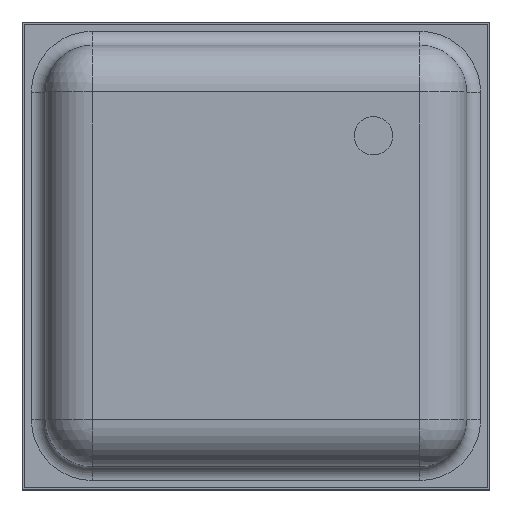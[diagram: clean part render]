
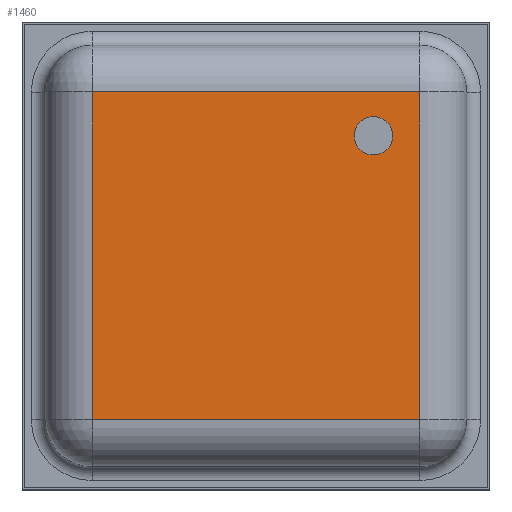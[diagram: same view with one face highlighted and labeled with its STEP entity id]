
A CAD part, top view. The second image highlights one B-rep face of the part: STEP entity #1460.
In plain terms, the highlighted planar face has unit normal (0, 0, 1).
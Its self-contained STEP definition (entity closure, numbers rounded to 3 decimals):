
#195 = ORIENTED_EDGE ( 'NONE', *, *, #1497, .F. ) ;
#490 = VERTEX_POINT ( 'NONE', #3249 ) ;
#677 = DIRECTION ( 'NONE',  ( -1., 0., 0. ) ) ;
#691 = CARTESIAN_POINT ( 'NONE',  ( 0.7, -0.7, 0.75 ) ) ;
#793 = ORIENTED_EDGE ( 'NONE', *, *, #3583, .T. ) ;
#862 = EDGE_LOOP ( 'NONE', ( #5613, #195 ) ) ;
#881 = DIRECTION ( 'NONE',  ( 0., 1., 0. ) ) ;
#993 = VERTEX_POINT ( 'NONE', #4549 ) ;
#1123 = CARTESIAN_POINT ( 'NONE',  ( 0.502, 0.513, 0.75 ) ) ;
#1188 = VECTOR ( 'NONE', #4208, 1000. ) ;
#1242 = AXIS2_PLACEMENT_3D ( 'NONE', #1123, #3761, #4669 ) ;
#1408 = LINE ( 'NONE', #4885, #3497 ) ;
#1414 = CIRCLE ( 'NONE', #2662, 0.082 ) ;
#1460 = ADVANCED_FACE ( 'NONE', ( #6508, #5625 ), #2143, .F. ) ;
#1497 = EDGE_CURVE ( 'NONE', #5994, #490, #1414, .T. ) ;
#1621 = AXIS2_PLACEMENT_3D ( 'NONE', #4193, #2719, #677 ) ;
#2025 = VERTEX_POINT ( 'NONE', #3368 ) ;
#2143 = PLANE ( 'NONE',  #1621 ) ;
#2213 = DIRECTION ( 'NONE',  ( 0., 0., 1. ) ) ;
#2297 = VERTEX_POINT ( 'NONE', #3163 ) ;
#2326 = CIRCLE ( 'NONE', #1242, 0.082 ) ;
#2395 = EDGE_CURVE ( 'NONE', #5824, #2297, #6621, .T. ) ;
#2402 = ORIENTED_EDGE ( 'NONE', *, *, #5309, .T. ) ;
#2641 = EDGE_CURVE ( 'NONE', #2025, #5824, #4019, .T. ) ;
#2662 = AXIS2_PLACEMENT_3D ( 'NONE', #6225, #2213, #6204 ) ;
#2673 = VECTOR ( 'NONE', #3097, 1000. ) ;
#2719 = DIRECTION ( 'NONE',  ( 0., 0., -1. ) ) ;
#3078 = CARTESIAN_POINT ( 'NONE',  ( 0.7, 0.7, 0.75 ) ) ;
#3097 = DIRECTION ( 'NONE',  ( -1., 0., 0. ) ) ;
#3163 = CARTESIAN_POINT ( 'NONE',  ( -0.7, -0.7, 0.75 ) ) ;
#3249 = CARTESIAN_POINT ( 'NONE',  ( 0.584, 0.513, 0.75 ) ) ;
#3368 = CARTESIAN_POINT ( 'NONE',  ( 0.7, 0.7, 0.75 ) ) ;
#3442 = CARTESIAN_POINT ( 'NONE',  ( -0.7, 0.7, 0.75 ) ) ;
#3497 = VECTOR ( 'NONE', #881, 1000. ) ;
#3583 = EDGE_CURVE ( 'NONE', #2297, #993, #5568, .T. ) ;
#3761 = DIRECTION ( 'NONE',  ( 0., 0., 1. ) ) ;
#4019 = LINE ( 'NONE', #3078, #2673 ) ;
#4124 = ORIENTED_EDGE ( 'NONE', *, *, #2641, .T. ) ;
#4172 = EDGE_LOOP ( 'NONE', ( #793, #2402, #4124, #4735 ) ) ;
#4193 = CARTESIAN_POINT ( 'NONE',  ( 0.7, 0.7, 0.75 ) ) ;
#4208 = DIRECTION ( 'NONE',  ( 1., 0., 0. ) ) ;
#4341 = EDGE_CURVE ( 'NONE', #490, #5994, #2326, .T. ) ;
#4549 = CARTESIAN_POINT ( 'NONE',  ( 0.7, -0.7, 0.75 ) ) ;
#4669 = DIRECTION ( 'NONE',  ( 1., 0., 0. ) ) ;
#4735 = ORIENTED_EDGE ( 'NONE', *, *, #2395, .T. ) ;
#4885 = CARTESIAN_POINT ( 'NONE',  ( 0.7, 0.7, 0.75 ) ) ;
#5238 = CARTESIAN_POINT ( 'NONE',  ( -0.7, 0.7, 0.75 ) ) ;
#5269 = VECTOR ( 'NONE', #6317, 1000. ) ;
#5309 = EDGE_CURVE ( 'NONE', #993, #2025, #1408, .T. ) ;
#5568 = LINE ( 'NONE', #691, #1188 ) ;
#5613 = ORIENTED_EDGE ( 'NONE', *, *, #4341, .F. ) ;
#5625 = FACE_OUTER_BOUND ( 'NONE', #4172, .T. ) ;
#5824 = VERTEX_POINT ( 'NONE', #3442 ) ;
#5994 = VERTEX_POINT ( 'NONE', #6141 ) ;
#6141 = CARTESIAN_POINT ( 'NONE',  ( 0.419, 0.513, 0.75 ) ) ;
#6204 = DIRECTION ( 'NONE',  ( 1., 0., 0. ) ) ;
#6225 = CARTESIAN_POINT ( 'NONE',  ( 0.502, 0.513, 0.75 ) ) ;
#6317 = DIRECTION ( 'NONE',  ( 0., -1., 0. ) ) ;
#6508 = FACE_BOUND ( 'NONE', #862, .T. ) ;
#6621 = LINE ( 'NONE', #5238, #5269 ) ;
